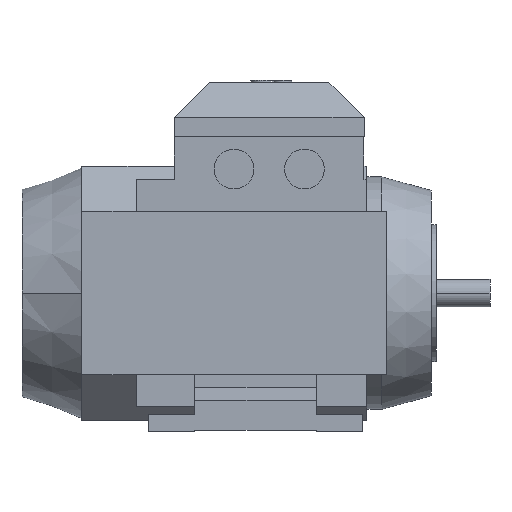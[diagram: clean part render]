
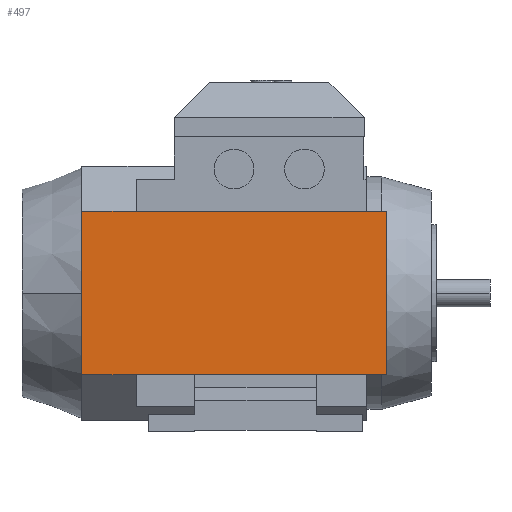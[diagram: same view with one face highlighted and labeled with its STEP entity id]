
A CAD part, left-side view. The second image highlights one B-rep face of the part: STEP entity #497.
In plain terms, the highlighted planar face has unit normal (-1, 0, 0).
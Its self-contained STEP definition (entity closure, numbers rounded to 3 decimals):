
#260=PLANE('',#3860);
#497=ADVANCED_FACE('',(#681),#260,.T.);
#681=FACE_OUTER_BOUND('',#911,.T.);
#911=EDGE_LOOP('',(#1964,#1965,#1966,#1967,#1968,#1969));
#1964=ORIENTED_EDGE('',*,*,#2780,.F.);
#1965=ORIENTED_EDGE('',*,*,#2788,.F.);
#1966=ORIENTED_EDGE('',*,*,#2812,.T.);
#1967=ORIENTED_EDGE('',*,*,#2457,.T.);
#1968=ORIENTED_EDGE('',*,*,#2448,.T.);
#1969=ORIENTED_EDGE('',*,*,#2399,.T.);
#2070=VERTEX_POINT('',#4979);
#2071=VERTEX_POINT('',#4981);
#2108=VERTEX_POINT('',#5082);
#2113=VERTEX_POINT('',#5098);
#2303=VERTEX_POINT('',#5876);
#2308=VERTEX_POINT('',#5891);
#2399=EDGE_CURVE('',#2071,#2070,#2853,.T.);
#2448=EDGE_CURVE('',#2108,#2071,#2894,.T.);
#2457=EDGE_CURVE('',#2113,#2108,#2902,.T.);
#2780=EDGE_CURVE('',#2303,#2070,#3172,.T.);
#2788=EDGE_CURVE('',#2308,#2303,#3180,.T.);
#2812=EDGE_CURVE('',#2308,#2113,#3202,.T.);
#2853=LINE('',#4980,#3243);
#2894=LINE('',#5081,#3284);
#2902=LINE('',#5097,#3292);
#3172=LINE('',#5877,#3562);
#3180=LINE('',#5892,#3570);
#3202=LINE('',#5938,#3592);
#3243=VECTOR('',#4023,1.);
#3284=VECTOR('',#4098,1.);
#3292=VECTOR('',#4112,1.);
#3562=VECTOR('',#4720,1.);
#3570=VECTOR('',#4732,1.);
#3592=VECTOR('',#4784,1.);
#3860=AXIS2_PLACEMENT_3D('',#5939,#4785,#4786);
#4023=DIRECTION('',(0.,0.,1.));
#4098=DIRECTION('',(0.,-1.,0.));
#4112=DIRECTION('',(0.,-1.,0.));
#4720=DIRECTION('',(0.,-1.,0.));
#4732=DIRECTION('',(0.,-1.,0.));
#4784=DIRECTION('',(0.,0.,-1.));
#4785=DIRECTION('',(-1.,0.,0.));
#4786=DIRECTION('',(0.,0.,-1.));
#4979=CARTESIAN_POINT('',(-65.,-156.,41.773));
#4980=CARTESIAN_POINT('',(-65.,-156.,-41.773));
#4981=CARTESIAN_POINT('',(-65.,-156.,-41.773));
#5081=CARTESIAN_POINT('',(-65.,-28.,-41.773));
#5082=CARTESIAN_POINT('',(-65.,-28.,-41.773));
#5097=CARTESIAN_POINT('',(-65.,0.,-41.773));
#5098=CARTESIAN_POINT('',(-65.,0.,-41.773));
#5876=CARTESIAN_POINT('',(-65.,-28.,41.773));
#5877=CARTESIAN_POINT('',(-65.,-28.,41.773));
#5891=CARTESIAN_POINT('',(-65.,0.,41.773));
#5892=CARTESIAN_POINT('',(-65.,0.,41.773));
#5938=CARTESIAN_POINT('',(-65.,0.,41.773));
#5939=CARTESIAN_POINT('',(-65.,0.,-41.773));
